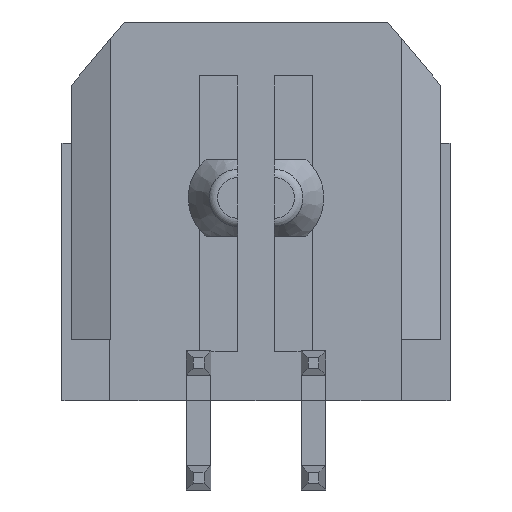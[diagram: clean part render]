
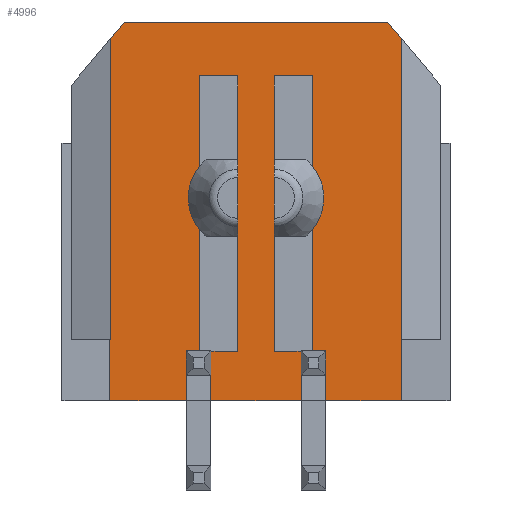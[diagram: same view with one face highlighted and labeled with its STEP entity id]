
A CAD part, front view. The second image highlights one B-rep face of the part: STEP entity #4996.
In plain terms, the highlighted planar face has unit normal (0, -1, 0).
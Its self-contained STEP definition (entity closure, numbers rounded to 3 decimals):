
#325=FACE_OUTER_BOUND('',#597,.T.);
#597=EDGE_LOOP('',(#4437,#4438,#4439,#4440,#4441,#4442,#4443,#4444,#4445,
#4446,#4447,#4448,#4449,#4450,#4451,#4452,#4453,#4454,#4455,#4456,#4457,
#4458,#4459,#4460,#4461));
#763=LINE('',#6879,#1436);
#772=LINE('',#6897,#1445);
#789=LINE('',#6933,#1462);
#836=LINE('',#7030,#1509);
#881=LINE('',#7119,#1554);
#886=LINE('',#7128,#1559);
#899=LINE('',#7153,#1572);
#909=LINE('',#7174,#1582);
#976=LINE('',#7314,#1649);
#1056=LINE('',#7471,#1729);
#1081=LINE('',#7516,#1754);
#1083=LINE('',#7521,#1756);
#1126=LINE('',#7614,#1799);
#1149=LINE('',#7685,#1822);
#1151=LINE('',#7689,#1824);
#1160=LINE('',#7709,#1833);
#1163=LINE('',#7714,#1836);
#1242=LINE('',#7894,#1915);
#1253=LINE('',#7916,#1926);
#1258=LINE('',#7925,#1931);
#1260=LINE('',#7931,#1933);
#1265=LINE('',#7940,#1938);
#1268=LINE('',#7944,#1941);
#1270=LINE('',#7949,#1943);
#1271=LINE('',#7951,#1944);
#1436=VECTOR('',#5611,0.345);
#1445=VECTOR('',#5622,10.);
#1462=VECTOR('',#5643,10.);
#1509=VECTOR('',#5708,0.02);
#1554=VECTOR('',#5779,2.005);
#1559=VECTOR('',#5786,0.567);
#1572=VECTOR('',#5809,7.876);
#1582=VECTOR('',#5827,1.6);
#1649=VECTOR('',#5952,1.6);
#1729=VECTOR('',#6076,1.985);
#1754=VECTOR('',#6117,0.567);
#1756=VECTOR('',#6125,7.876);
#1799=VECTOR('',#6212,0.345);
#1822=VECTOR('',#6267,7.19);
#1824=VECTOR('',#6271,1.);
#1833=VECTOR('',#6288,7.19);
#1836=VECTOR('',#6293,1.);
#1915=VECTOR('',#6480,6.881);
#1926=VECTOR('',#6501,0.63);
#1931=VECTOR('',#6508,0.705);
#1933=VECTOR('',#6512,0.705);
#1938=VECTOR('',#6519,0.67);
#1941=VECTOR('',#6524,2.36);
#1943=VECTOR('',#6532,7.2);
#1944=VECTOR('',#6535,7.2);
#2045=VERTEX_POINT('',#6876);
#2046=VERTEX_POINT('',#6878);
#2054=VERTEX_POINT('',#6895);
#2070=VERTEX_POINT('',#6930);
#2071=VERTEX_POINT('',#6932);
#2111=VERTEX_POINT('',#7028);
#2112=VERTEX_POINT('',#7029);
#2143=VERTEX_POINT('',#7118);
#2145=VERTEX_POINT('',#7125);
#2146=VERTEX_POINT('',#7127);
#2201=VERTEX_POINT('',#7305);
#2204=VERTEX_POINT('',#7313);
#2270=VERTEX_POINT('',#7513);
#2271=VERTEX_POINT('',#7515);
#2299=VERTEX_POINT('',#7612);
#2322=VERTEX_POINT('',#7684);
#2323=VERTEX_POINT('',#7688);
#2330=VERTEX_POINT('',#7707);
#2331=VERTEX_POINT('',#7712);
#2380=VERTEX_POINT('',#7913);
#2381=VERTEX_POINT('',#7915);
#2383=VERTEX_POINT('',#7921);
#2385=VERTEX_POINT('',#7927);
#2387=VERTEX_POINT('',#7930);
#2390=VERTEX_POINT('',#7939);
#2554=EDGE_CURVE('',#2045,#2046,#763,.T.);
#2563=EDGE_CURVE('',#2045,#2054,#772,.T.);
#2580=EDGE_CURVE('',#2071,#2070,#789,.T.);
#2627=EDGE_CURVE('',#2111,#2112,#836,.T.);
#2672=EDGE_CURVE('',#2071,#2143,#881,.T.);
#2677=EDGE_CURVE('',#2146,#2145,#886,.T.);
#2690=EDGE_CURVE('',#2145,#2111,#899,.T.);
#2700=EDGE_CURVE('',#2112,#2143,#909,.T.);
#2769=EDGE_CURVE('',#2201,#2204,#976,.T.);
#2849=EDGE_CURVE('',#2204,#2054,#1056,.T.);
#2874=EDGE_CURVE('',#2271,#2270,#1081,.T.);
#2876=EDGE_CURVE('',#2271,#2201,#1083,.T.);
#2919=EDGE_CURVE('',#2070,#2299,#1126,.T.);
#2951=EDGE_CURVE('',#2046,#2322,#1149,.T.);
#2953=EDGE_CURVE('',#2322,#2323,#1151,.T.);
#2963=EDGE_CURVE('',#2330,#2299,#1160,.T.);
#2966=EDGE_CURVE('',#2330,#2331,#1163,.T.);
#3057=EDGE_CURVE('',#2146,#2270,#1242,.T.);
#3068=EDGE_CURVE('',#2380,#2381,#1253,.T.);
#3073=EDGE_CURVE('',#2383,#2381,#1258,.T.);
#3075=EDGE_CURVE('',#2385,#2387,#1260,.T.);
#3080=EDGE_CURVE('',#2390,#2387,#1265,.T.);
#3083=EDGE_CURVE('',#2390,#2380,#1268,.T.);
#3085=EDGE_CURVE('',#2331,#2383,#1270,.T.);
#3086=EDGE_CURVE('',#2385,#2323,#1271,.T.);
#4437=ORIENTED_EDGE('',*,*,#3085,.T.);
#4438=ORIENTED_EDGE('',*,*,#3073,.T.);
#4439=ORIENTED_EDGE('',*,*,#3068,.F.);
#4440=ORIENTED_EDGE('',*,*,#3083,.F.);
#4441=ORIENTED_EDGE('',*,*,#3080,.T.);
#4442=ORIENTED_EDGE('',*,*,#3075,.F.);
#4443=ORIENTED_EDGE('',*,*,#3086,.T.);
#4444=ORIENTED_EDGE('',*,*,#2953,.F.);
#4445=ORIENTED_EDGE('',*,*,#2951,.F.);
#4446=ORIENTED_EDGE('',*,*,#2554,.F.);
#4447=ORIENTED_EDGE('',*,*,#2563,.T.);
#4448=ORIENTED_EDGE('',*,*,#2849,.F.);
#4449=ORIENTED_EDGE('',*,*,#2769,.F.);
#4450=ORIENTED_EDGE('',*,*,#2876,.F.);
#4451=ORIENTED_EDGE('',*,*,#2874,.T.);
#4452=ORIENTED_EDGE('',*,*,#3057,.F.);
#4453=ORIENTED_EDGE('',*,*,#2677,.T.);
#4454=ORIENTED_EDGE('',*,*,#2690,.T.);
#4455=ORIENTED_EDGE('',*,*,#2627,.T.);
#4456=ORIENTED_EDGE('',*,*,#2700,.T.);
#4457=ORIENTED_EDGE('',*,*,#2672,.F.);
#4458=ORIENTED_EDGE('',*,*,#2580,.T.);
#4459=ORIENTED_EDGE('',*,*,#2919,.T.);
#4460=ORIENTED_EDGE('',*,*,#2963,.F.);
#4461=ORIENTED_EDGE('',*,*,#2966,.T.);
#4733=PLANE('',#5297);
#4996=ADVANCED_FACE('',(#325),#4733,.T.);
#5297=AXIS2_PLACEMENT_3D('',#7950,#6533,#6534);
#5611=DIRECTION('',(-1.,0.,0.));
#5622=DIRECTION('',(0.,0.,-1.));
#5643=DIRECTION('',(0.,0.,1.));
#5708=DIRECTION('',(-1.,0.,0.));
#5779=DIRECTION('',(-1.,0.,0.));
#5786=DIRECTION('',(-0.643,0.,-0.766));
#5809=DIRECTION('',(0.,0.,-1.));
#5827=DIRECTION('',(0.,0.,-1.));
#5952=DIRECTION('',(0.,0.,-1.));
#6076=DIRECTION('',(-1.,0.,0.));
#6117=DIRECTION('',(-0.643,0.,0.766));
#6125=DIRECTION('',(0.,0.,-1.));
#6212=DIRECTION('',(1.,0.,0.));
#6267=DIRECTION('',(0.,0.,1.));
#6271=DIRECTION('',(-1.,0.,0.));
#6288=DIRECTION('',(0.,0.,-1.));
#6293=DIRECTION('',(1.,0.,0.));
#6480=DIRECTION('',(1.,0.,0.));
#6501=DIRECTION('',(0.,0.,1.));
#6508=DIRECTION('',(-1.,0.,0.));
#6512=DIRECTION('',(1.,0.,0.));
#6519=DIRECTION('',(0.,0.,1.));
#6524=DIRECTION('',(-1.,0.,0.));
#6532=DIRECTION('',(0.,0.,-1.));
#6533=DIRECTION('center_axis',(0.,-1.,0.));
#6534=DIRECTION('ref_axis',(0.,0.,-1.));
#6535=DIRECTION('',(0.,0.,1.));
#6876=CARTESIAN_POINT('',(1.82,-3.43,-3.645));
#6878=CARTESIAN_POINT('',(1.475,-3.43,-3.645));
#6879=CARTESIAN_POINT('',(1.82,-3.43,-3.645));
#6895=CARTESIAN_POINT('',(1.82,-3.43,-4.955));
#6897=CARTESIAN_POINT('',(1.82,-3.43,1.895));
#6930=CARTESIAN_POINT('',(-1.82,-3.43,-3.645));
#6932=CARTESIAN_POINT('',(-1.82,-3.43,-4.955));
#6933=CARTESIAN_POINT('',(-1.82,-3.43,1.895));
#7028=CARTESIAN_POINT('',(-3.805,-3.43,-3.355));
#7029=CARTESIAN_POINT('',(-3.825,-3.43,-3.355));
#7030=CARTESIAN_POINT('',(-3.805,-3.43,-3.355));
#7118=CARTESIAN_POINT('',(-3.825,-3.43,-4.955));
#7119=CARTESIAN_POINT('',(-1.82,-3.43,-4.955));
#7125=CARTESIAN_POINT('',(-3.805,-3.43,4.521));
#7127=CARTESIAN_POINT('',(-3.44,-3.43,4.955));
#7128=CARTESIAN_POINT('',(-3.44,-3.43,4.955));
#7153=CARTESIAN_POINT('',(-3.805,-3.43,4.521));
#7174=CARTESIAN_POINT('',(-3.825,-3.43,-3.355));
#7305=CARTESIAN_POINT('',(3.805,-3.43,-3.355));
#7313=CARTESIAN_POINT('',(3.805,-3.43,-4.955));
#7314=CARTESIAN_POINT('',(3.805,-3.43,-3.355));
#7471=CARTESIAN_POINT('',(3.805,-3.43,-4.955));
#7513=CARTESIAN_POINT('',(3.44,-3.43,4.955));
#7515=CARTESIAN_POINT('',(3.805,-3.43,4.521));
#7516=CARTESIAN_POINT('',(3.805,-3.43,4.521));
#7521=CARTESIAN_POINT('',(3.805,-3.43,4.521));
#7612=CARTESIAN_POINT('',(-1.475,-3.43,-3.645));
#7614=CARTESIAN_POINT('',(-1.82,-3.43,-3.645));
#7684=CARTESIAN_POINT('',(1.475,-3.43,3.545));
#7685=CARTESIAN_POINT('',(1.475,-3.43,-3.645));
#7688=CARTESIAN_POINT('',(0.475,-3.43,3.545));
#7689=CARTESIAN_POINT('',(1.475,-3.43,3.545));
#7707=CARTESIAN_POINT('',(-1.475,-3.43,3.545));
#7709=CARTESIAN_POINT('',(-1.475,-3.43,3.545));
#7712=CARTESIAN_POINT('',(-0.475,-3.43,3.545));
#7714=CARTESIAN_POINT('',(-1.475,-3.43,3.545));
#7894=CARTESIAN_POINT('',(-3.44,-3.43,4.955));
#7913=CARTESIAN_POINT('',(-1.18,-3.43,-4.955));
#7915=CARTESIAN_POINT('',(-1.18,-3.43,-3.655));
#7916=CARTESIAN_POINT('',(-1.18,-3.43,-4.285));
#7921=CARTESIAN_POINT('',(-0.475,-3.43,-3.655));
#7925=CARTESIAN_POINT('',(-0.475,-3.43,-3.655));
#7927=CARTESIAN_POINT('',(0.475,-3.43,-3.655));
#7930=CARTESIAN_POINT('',(1.18,-3.43,-3.655));
#7931=CARTESIAN_POINT('',(0.475,-3.43,-3.655));
#7939=CARTESIAN_POINT('',(1.18,-3.43,-4.955));
#7940=CARTESIAN_POINT('',(1.18,-3.43,-4.955));
#7944=CARTESIAN_POINT('',(1.18,-3.43,-4.955));
#7949=CARTESIAN_POINT('',(-0.475,-3.43,3.545));
#7950=CARTESIAN_POINT('Origin',(-4.825,-3.43,4.955));
#7951=CARTESIAN_POINT('',(0.475,-3.43,-3.655));
